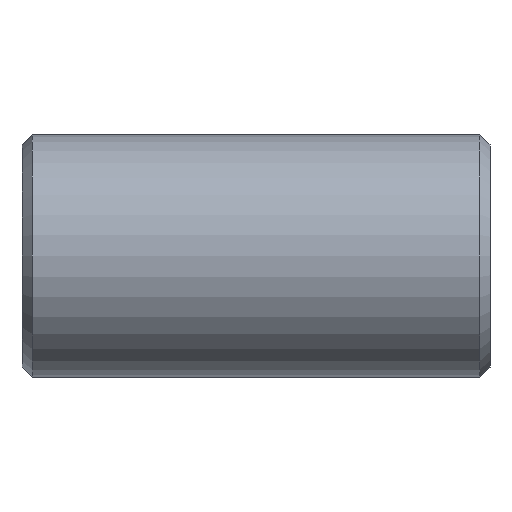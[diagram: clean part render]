
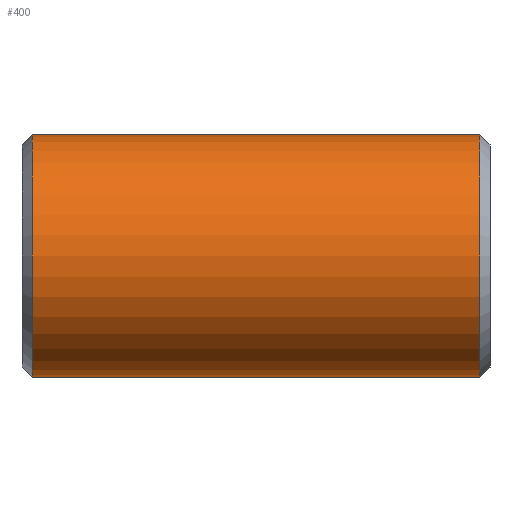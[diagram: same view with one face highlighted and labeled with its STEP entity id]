
A CAD part, front view. The second image highlights one B-rep face of the part: STEP entity #400.
In plain terms, the highlighted cylindrical face has radius 44.45 mm (diameter 88.9 mm), a partial arc.
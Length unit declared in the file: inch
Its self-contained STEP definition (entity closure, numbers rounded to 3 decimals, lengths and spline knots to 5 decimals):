
#36 = LINE ( 'NONE', #88, #539 ) ;
#42 = ORIENTED_EDGE ( 'NONE', *, *, #557, .T. ) ;
#46 = CIRCLE ( 'NONE', #500, 1.75 ) ;
#88 = CARTESIAN_POINT ( 'NONE',  ( 3.38, 0., 1.75 ) ) ;
#100 = DIRECTION ( 'NONE',  ( -1., 0., 0. ) ) ;
#114 = DIRECTION ( 'NONE',  ( 0., 0., -1. ) ) ;
#131 = EDGE_CURVE ( 'NONE', #386, #357, #46, .T. ) ;
#144 = CARTESIAN_POINT ( 'NONE',  ( 3.38, 0., -1.75 ) ) ;
#183 = DIRECTION ( 'NONE',  ( -1., 0., 0. ) ) ;
#197 = CARTESIAN_POINT ( 'NONE',  ( -3.234, 0., 1.75 ) ) ;
#227 = EDGE_LOOP ( 'NONE', ( #284, #253, #750, #42 ) ) ;
#253 = ORIENTED_EDGE ( 'NONE', *, *, #131, .T. ) ;
#284 = ORIENTED_EDGE ( 'NONE', *, *, #469, .F. ) ;
#301 = CARTESIAN_POINT ( 'NONE',  ( -3.234, 0., 0. ) ) ;
#315 = CARTESIAN_POINT ( 'NONE',  ( 3.234, 0., 1.75 ) ) ;
#318 = CIRCLE ( 'NONE', #775, 1.75 ) ;
#339 = LINE ( 'NONE', #144, #494 ) ;
#357 = VERTEX_POINT ( 'NONE', #315 ) ;
#386 = VERTEX_POINT ( 'NONE', #637 ) ;
#400 = ADVANCED_FACE ( 'NONE', ( #785 ), #522, .T. ) ;
#406 = DIRECTION ( 'NONE',  ( -1., 0., 0. ) ) ;
#437 = EDGE_CURVE ( 'NONE', #357, #680, #36, .T. ) ;
#439 = VERTEX_POINT ( 'NONE', #517 ) ;
#451 = CARTESIAN_POINT ( 'NONE',  ( 3.234, 0., 0. ) ) ;
#457 = CARTESIAN_POINT ( 'NONE',  ( 3.38, 0., 0. ) ) ;
#469 = EDGE_CURVE ( 'NONE', #386, #439, #339, .T. ) ;
#494 = VECTOR ( 'NONE', #652, 39.37008 ) ;
#500 = AXIS2_PLACEMENT_3D ( 'NONE', #451, #183, #114 ) ;
#517 = CARTESIAN_POINT ( 'NONE',  ( -3.234, 0., -1.75 ) ) ;
#522 = CYLINDRICAL_SURFACE ( 'NONE', #569, 1.75 ) ;
#539 = VECTOR ( 'NONE', #406, 39.37008 ) ;
#547 = DIRECTION ( 'NONE',  ( 1., 0., 0. ) ) ;
#557 = EDGE_CURVE ( 'NONE', #680, #439, #318, .T. ) ;
#569 = AXIS2_PLACEMENT_3D ( 'NONE', #457, #100, #720 ) ;
#637 = CARTESIAN_POINT ( 'NONE',  ( 3.234, 0., -1.75 ) ) ;
#652 = DIRECTION ( 'NONE',  ( -1., 0., 0. ) ) ;
#680 = VERTEX_POINT ( 'NONE', #197 ) ;
#681 = DIRECTION ( 'NONE',  ( 0., 0., 1. ) ) ;
#720 = DIRECTION ( 'NONE',  ( 0., 0., 1. ) ) ;
#750 = ORIENTED_EDGE ( 'NONE', *, *, #437, .T. ) ;
#775 = AXIS2_PLACEMENT_3D ( 'NONE', #301, #547, #681 ) ;
#785 = FACE_OUTER_BOUND ( 'NONE', #227, .T. ) ;
